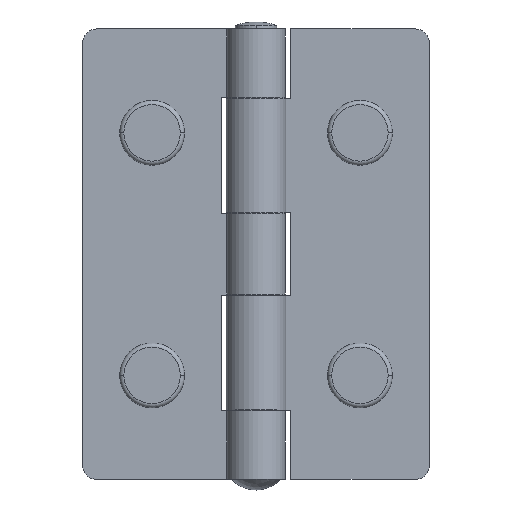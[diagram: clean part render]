
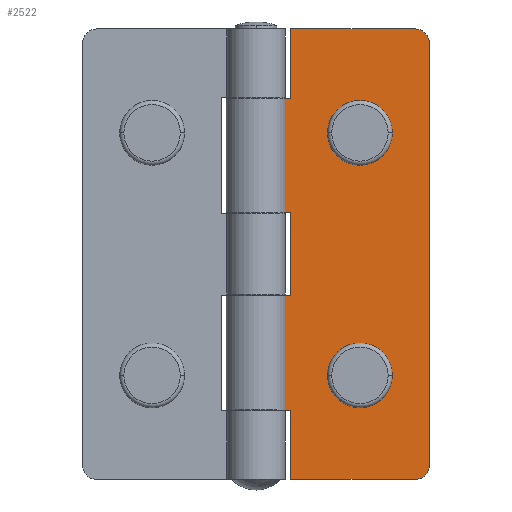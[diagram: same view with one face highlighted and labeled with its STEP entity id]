
A CAD part, top view. The second image highlights one B-rep face of the part: STEP entity #2522.
In plain terms, the highlighted planar face has unit normal (0, 0, 1).
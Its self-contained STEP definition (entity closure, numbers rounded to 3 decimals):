
#20 = VERTEX_POINT ( 'NONE', #2947 ) ;
#53 = DIRECTION ( 'NONE',  ( 0., -1., 0. ) ) ;
#88 = ORIENTED_EDGE ( 'NONE', *, *, #3041, .T. ) ;
#95 = VERTEX_POINT ( 'NONE', #367 ) ;
#114 = CARTESIAN_POINT ( 'NONE',  ( 25., -6., -2.3 ) ) ;
#162 = CARTESIAN_POINT ( 'NONE',  ( 5., 32.5, -2.3 ) ) ;
#184 = DIRECTION ( 'NONE',  ( 0., -1., 0. ) ) ;
#198 = CARTESIAN_POINT ( 'NONE',  ( 25., 30.5, -2.3 ) ) ;
#254 = ORIENTED_EDGE ( 'NONE', *, *, #1053, .T. ) ;
#272 = ORIENTED_EDGE ( 'NONE', *, *, #2385, .T. ) ;
#278 = EDGE_CURVE ( 'NONE', #354, #1516, #1103, .T. ) ;
#284 = CIRCLE ( 'NONE', #1321, 2.84 ) ;
#300 = CARTESIAN_POINT ( 'NONE',  ( 5., 22.5, -2.3 ) ) ;
#331 = DIRECTION ( 'NONE',  ( 0., 0., -1. ) ) ;
#344 = DIRECTION ( 'NONE',  ( -1., 0., 0. ) ) ;
#345 = CARTESIAN_POINT ( 'NONE',  ( 12.16, -17.5, -2.3 ) ) ;
#346 = VECTOR ( 'NONE', #625, 1000. ) ;
#354 = VERTEX_POINT ( 'NONE', #1645 ) ;
#367 = CARTESIAN_POINT ( 'NONE',  ( 23., 32.5, -2.3 ) ) ;
#381 = CARTESIAN_POINT ( 'NONE',  ( 25., -22.5, -2.3 ) ) ;
#409 = ORIENTED_EDGE ( 'NONE', *, *, #3107, .T. ) ;
#410 = VERTEX_POINT ( 'NONE', #2828 ) ;
#417 = CARTESIAN_POINT ( 'NONE',  ( 23., 30.5, -2.3 ) ) ;
#432 = DIRECTION ( 'NONE',  ( -1., 0., 0. ) ) ;
#452 = ORIENTED_EDGE ( 'NONE', *, *, #1671, .T. ) ;
#465 = CIRCLE ( 'NONE', #1984, 2. ) ;
#475 = CIRCLE ( 'NONE', #1623, 2. ) ;
#499 = VECTOR ( 'NONE', #2252, 1000. ) ;
#500 = EDGE_LOOP ( 'NONE', ( #272, #2568 ) ) ;
#524 = CARTESIAN_POINT ( 'NONE',  ( 0., -22.5, -2.3 ) ) ;
#614 = CARTESIAN_POINT ( 'NONE',  ( 25., 32.5, -2.3 ) ) ;
#625 = DIRECTION ( 'NONE',  ( 1., 0., 0. ) ) ;
#647 = DIRECTION ( 'NONE',  ( -1., 0., 0. ) ) ;
#677 = CIRCLE ( 'NONE', #2447, 2.84 ) ;
#695 = CARTESIAN_POINT ( 'NONE',  ( 15., 17.5, -2.3 ) ) ;
#698 = LINE ( 'NONE', #1002, #2749 ) ;
#709 = VERTEX_POINT ( 'NONE', #300 ) ;
#744 = ORIENTED_EDGE ( 'NONE', *, *, #1473, .T. ) ;
#775 = DIRECTION ( 'NONE',  ( 0., 0., -1. ) ) ;
#784 = DIRECTION ( 'NONE',  ( 0., 0., -1. ) ) ;
#810 = CARTESIAN_POINT ( 'NONE',  ( 5., -32.5, -2.3 ) ) ;
#826 = EDGE_CURVE ( 'NONE', #2255, #95, #475, .T. ) ;
#839 = LINE ( 'NONE', #1071, #499 ) ;
#853 = EDGE_CURVE ( 'NONE', #2302, #354, #1334, .T. ) ;
#911 = FACE_BOUND ( 'NONE', #500, .T. ) ;
#913 = CARTESIAN_POINT ( 'NONE',  ( 0., 32.5, -2.3 ) ) ;
#932 = EDGE_CURVE ( 'NONE', #2001, #1658, #1784, .T. ) ;
#980 = LINE ( 'NONE', #381, #1046 ) ;
#1002 = CARTESIAN_POINT ( 'NONE',  ( 5., 32.5, -2.3 ) ) ;
#1019 = ORIENTED_EDGE ( 'NONE', *, *, #932, .T. ) ;
#1043 = VECTOR ( 'NONE', #1855, 1000. ) ;
#1046 = VECTOR ( 'NONE', #2045, 1000. ) ;
#1053 = EDGE_CURVE ( 'NONE', #1188, #1886, #2341, .T. ) ;
#1063 = ORIENTED_EDGE ( 'NONE', *, *, #2033, .T. ) ;
#1071 = CARTESIAN_POINT ( 'NONE',  ( 5., 32.5, -2.3 ) ) ;
#1103 = LINE ( 'NONE', #913, #2935 ) ;
#1126 = DIRECTION ( 'NONE',  ( 0., -1., 0. ) ) ;
#1131 = CIRCLE ( 'NONE', #2936, 2.84 ) ;
#1138 = VECTOR ( 'NONE', #1756, 1000. ) ;
#1154 = VERTEX_POINT ( 'NONE', #345 ) ;
#1174 = CARTESIAN_POINT ( 'NONE',  ( 5., -6., -2.3 ) ) ;
#1188 = VERTEX_POINT ( 'NONE', #2972 ) ;
#1190 = LINE ( 'NONE', #2258, #2312 ) ;
#1193 = ORIENTED_EDGE ( 'NONE', *, *, #1267, .T. ) ;
#1195 = CARTESIAN_POINT ( 'NONE',  ( 17.84, -17.5, -2.3 ) ) ;
#1198 = DIRECTION ( 'NONE',  ( -1., 0., 0. ) ) ;
#1223 = ORIENTED_EDGE ( 'NONE', *, *, #2205, .F. ) ;
#1228 = EDGE_LOOP ( 'NONE', ( #3102, #1755, #2373, #2123, #1223, #88, #452, #254, #1193, #409, #2131, #1978, #1662, #1019 ) ) ;
#1246 = CARTESIAN_POINT ( 'NONE',  ( 17.84, 17.5, -2.3 ) ) ;
#1249 = DIRECTION ( 'NONE',  ( 0., -1., 0. ) ) ;
#1257 = DIRECTION ( 'NONE',  ( -1., 0., 0. ) ) ;
#1267 = EDGE_CURVE ( 'NONE', #1886, #20, #2331, .T. ) ;
#1321 = AXIS2_PLACEMENT_3D ( 'NONE', #2212, #784, #2917 ) ;
#1334 = LINE ( 'NONE', #114, #2609 ) ;
#1347 = DIRECTION ( 'NONE',  ( -1., 0., 0. ) ) ;
#1379 = LINE ( 'NONE', #1804, #346 ) ;
#1473 = EDGE_CURVE ( 'NONE', #1154, #2054, #284, .T. ) ;
#1502 = AXIS2_PLACEMENT_3D ( 'NONE', #614, #331, #1791 ) ;
#1513 = VECTOR ( 'NONE', #1249, 1000. ) ;
#1516 = VERTEX_POINT ( 'NONE', #524 ) ;
#1520 = CARTESIAN_POINT ( 'NONE',  ( 25., -30.5, -2.3 ) ) ;
#1623 = AXIS2_PLACEMENT_3D ( 'NONE', #417, #1809, #647 ) ;
#1628 = VECTOR ( 'NONE', #344, 1000. ) ;
#1645 = CARTESIAN_POINT ( 'NONE',  ( 0., -6., -2.3 ) ) ;
#1658 = VERTEX_POINT ( 'NONE', #810 ) ;
#1659 = CIRCLE ( 'NONE', #2092, 2.84 ) ;
#1662 = ORIENTED_EDGE ( 'NONE', *, *, #3086, .T. ) ;
#1671 = EDGE_CURVE ( 'NONE', #709, #1188, #2811, .T. ) ;
#1702 = CARTESIAN_POINT ( 'NONE',  ( 5., 32.5, -2.3 ) ) ;
#1709 = EDGE_CURVE ( 'NONE', #2255, #3019, #1190, .T. ) ;
#1755 = ORIENTED_EDGE ( 'NONE', *, *, #2328, .T. ) ;
#1756 = DIRECTION ( 'NONE',  ( 1., 0., 0. ) ) ;
#1781 = LINE ( 'NONE', #1970, #1138 ) ;
#1784 = LINE ( 'NONE', #162, #2218 ) ;
#1791 = DIRECTION ( 'NONE',  ( -1., 0., 0. ) ) ;
#1794 = CARTESIAN_POINT ( 'NONE',  ( 25., 22.5, -2.3 ) ) ;
#1802 = EDGE_LOOP ( 'NONE', ( #1063, #744 ) ) ;
#1804 = CARTESIAN_POINT ( 'NONE',  ( 25., 32.5, -2.3 ) ) ;
#1809 = DIRECTION ( 'NONE',  ( 0., 0., 1. ) ) ;
#1855 = DIRECTION ( 'NONE',  ( 1., 0., 0. ) ) ;
#1886 = VERTEX_POINT ( 'NONE', #2631 ) ;
#1907 = DIRECTION ( 'NONE',  ( 0., 0., 1. ) ) ;
#1919 = VERTEX_POINT ( 'NONE', #2619 ) ;
#1970 = CARTESIAN_POINT ( 'NONE',  ( 25., -32.5, -2.3 ) ) ;
#1978 = ORIENTED_EDGE ( 'NONE', *, *, #278, .T. ) ;
#1984 = AXIS2_PLACEMENT_3D ( 'NONE', #2891, #1907, #1198 ) ;
#2001 = VERTEX_POINT ( 'NONE', #2890 ) ;
#2008 = VERTEX_POINT ( 'NONE', #1702 ) ;
#2033 = EDGE_CURVE ( 'NONE', #2054, #1154, #1659, .T. ) ;
#2045 = DIRECTION ( 'NONE',  ( 1., 0., 0. ) ) ;
#2054 = VERTEX_POINT ( 'NONE', #1195 ) ;
#2092 = AXIS2_PLACEMENT_3D ( 'NONE', #2684, #775, #1257 ) ;
#2123 = ORIENTED_EDGE ( 'NONE', *, *, #826, .T. ) ;
#2131 = ORIENTED_EDGE ( 'NONE', *, *, #853, .T. ) ;
#2178 = CARTESIAN_POINT ( 'NONE',  ( 0., 32.5, -2.3 ) ) ;
#2205 = EDGE_CURVE ( 'NONE', #2008, #95, #1379, .T. ) ;
#2212 = CARTESIAN_POINT ( 'NONE',  ( 15., -17.5, -2.3 ) ) ;
#2218 = VECTOR ( 'NONE', #2277, 1000. ) ;
#2224 = EDGE_CURVE ( 'NONE', #1919, #2469, #677, .T. ) ;
#2252 = DIRECTION ( 'NONE',  ( 0., -1., 0. ) ) ;
#2255 = VERTEX_POINT ( 'NONE', #198 ) ;
#2258 = CARTESIAN_POINT ( 'NONE',  ( 25., 32.5, -2.3 ) ) ;
#2277 = DIRECTION ( 'NONE',  ( 0., -1., 0. ) ) ;
#2285 = CARTESIAN_POINT ( 'NONE',  ( 25., 6., -2.3 ) ) ;
#2302 = VERTEX_POINT ( 'NONE', #1174 ) ;
#2312 = VECTOR ( 'NONE', #1126, 1000. ) ;
#2318 = CARTESIAN_POINT ( 'NONE',  ( 15., 17.5, -2.3 ) ) ;
#2328 = EDGE_CURVE ( 'NONE', #410, #3019, #465, .T. ) ;
#2331 = LINE ( 'NONE', #2285, #1043 ) ;
#2341 = LINE ( 'NONE', #2178, #1513 ) ;
#2373 = ORIENTED_EDGE ( 'NONE', *, *, #1709, .F. ) ;
#2385 = EDGE_CURVE ( 'NONE', #2469, #1919, #1131, .T. ) ;
#2447 = AXIS2_PLACEMENT_3D ( 'NONE', #695, #2563, #432 ) ;
#2469 = VERTEX_POINT ( 'NONE', #1246 ) ;
#2493 = PLANE ( 'NONE',  #1502 ) ;
#2522 = ADVANCED_FACE ( 'NONE', ( #911, #2596, #2739 ), #2493, .F. ) ;
#2563 = DIRECTION ( 'NONE',  ( 0., 0., -1. ) ) ;
#2568 = ORIENTED_EDGE ( 'NONE', *, *, #2224, .T. ) ;
#2596 = FACE_BOUND ( 'NONE', #1802, .T. ) ;
#2609 = VECTOR ( 'NONE', #1347, 1000. ) ;
#2619 = CARTESIAN_POINT ( 'NONE',  ( 12.16, 17.5, -2.3 ) ) ;
#2631 = CARTESIAN_POINT ( 'NONE',  ( 0., 6., -2.3 ) ) ;
#2684 = CARTESIAN_POINT ( 'NONE',  ( 15., -17.5, -2.3 ) ) ;
#2739 = FACE_OUTER_BOUND ( 'NONE', #1228, .T. ) ;
#2749 = VECTOR ( 'NONE', #53, 1000. ) ;
#2811 = LINE ( 'NONE', #1794, #1628 ) ;
#2812 = DIRECTION ( 'NONE',  ( 0., 0., -1. ) ) ;
#2828 = CARTESIAN_POINT ( 'NONE',  ( 23., -32.5, -2.3 ) ) ;
#2890 = CARTESIAN_POINT ( 'NONE',  ( 5., -22.5, -2.3 ) ) ;
#2891 = CARTESIAN_POINT ( 'NONE',  ( 23., -30.5, -2.3 ) ) ;
#2917 = DIRECTION ( 'NONE',  ( -1., 0., 0. ) ) ;
#2935 = VECTOR ( 'NONE', #184, 1000. ) ;
#2936 = AXIS2_PLACEMENT_3D ( 'NONE', #2318, #2812, #3017 ) ;
#2947 = CARTESIAN_POINT ( 'NONE',  ( 5., 6., -2.3 ) ) ;
#2972 = CARTESIAN_POINT ( 'NONE',  ( 0., 22.5, -2.3 ) ) ;
#3017 = DIRECTION ( 'NONE',  ( -1., 0., 0. ) ) ;
#3019 = VERTEX_POINT ( 'NONE', #1520 ) ;
#3021 = EDGE_CURVE ( 'NONE', #1658, #410, #1781, .T. ) ;
#3041 = EDGE_CURVE ( 'NONE', #2008, #709, #698, .T. ) ;
#3086 = EDGE_CURVE ( 'NONE', #1516, #2001, #980, .T. ) ;
#3102 = ORIENTED_EDGE ( 'NONE', *, *, #3021, .T. ) ;
#3107 = EDGE_CURVE ( 'NONE', #20, #2302, #839, .T. ) ;
